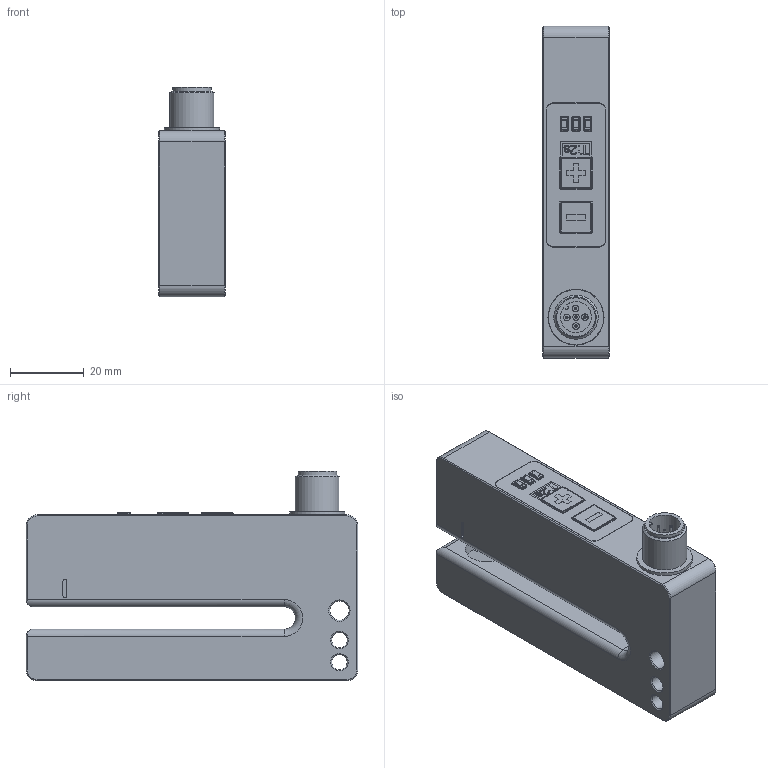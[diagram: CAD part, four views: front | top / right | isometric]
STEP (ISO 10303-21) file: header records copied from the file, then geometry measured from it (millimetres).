
FILE_DESCRIPTION(/* description */ (''),/* implementation_level */ '2;1');
FILE_NAME(/* name */ 'UGUTI6-70-G6-RB5.stp',/* time_stamp */ '2017-06-08T06:15:34-07:00',/* author */ ('lcf'),/* organization */ ('di-soric GmbH & Co. KG'),/* preprocessor_version */ 'ST-DEVELOPER v16.5',/* originating_system */ 'Autodesk Inventor 2017',/* authorisation */ '');
FILE_SCHEMA (('AUTOMOTIVE_DESIGN { 1 0 10303 214 3 1 1 }'));
Length unit declared in the file: millimetre
Products named in the file (1): 3D-UGUTI6-70-G6-RB5
Bounding box: 18 x 90 x 56.8 mm (x, y, z)
Volume: 62298.8 mm3; surface area: 18801.1 mm2
Topology: 10 solids, 18 shells, 585 faces, 1401 edges, 883 vertices
Faces by surface type: plane 315, cylinder 176, bspline 27, sphere 24, torus 22, cone 21
Full cylindrical faces by diameter (mm): 0.7 x5, 1.7 x6, 1.8 x4, 4.134 x1, 4.2 x1, 5.2 x1, 7.85 x1, 8.5 x1, 8.8 x1, 9.45 x1, 9.5 x1, 9.9 x1, 10 x1, 10.5 x1, 11.2 x2, 12 x1, 15 x1, 15.2 x1
Entity records: 17515 total; most frequent: CARTESIAN_POINT 3486, DIRECTION 2759, ORIENTED_EDGE 2660, EDGE_CURVE 1330, AXIS2_PLACEMENT_3D 947, LINE 865, VECTOR 865, VERTEX_POINT 861
